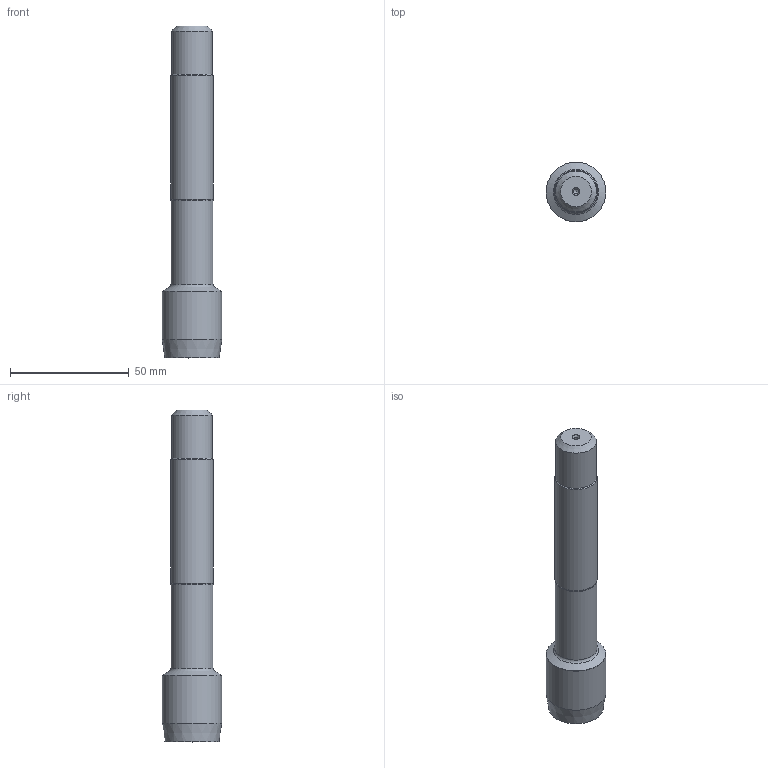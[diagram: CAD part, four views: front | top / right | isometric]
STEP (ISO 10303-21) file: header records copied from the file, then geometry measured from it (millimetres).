
FILE_DESCRIPTION(/* description */ (''),/* implementation_level */ '2;1');
FILE_NAME(/* name */ 'tool.stp',/* time_stamp */ '2022-04-19T11:51:59+02:00',/* author */ (''),/* organization */ ('SMS'),/* preprocessor_version */ 'ST-DEVELOPER v16.7',/* originating_system */ 'SIEMENS PLM Software NX 12.0',/* authorisation */ '');
FILE_SCHEMA (('AUTOMOTIVE_DESIGN { 1 0 10303 214 3 1 1 1 }'));
Length unit declared in the file: millimetre
Products named in the file (1): Tool
Bounding box: 25.15 x 25.15 x 140 mm (x, y, z)
Volume: 41476.3 mm3; surface area: 10223.2 mm2
Topology: 2 solids, 2 shells, 21 faces, 45 edges, 31 vertices
Faces by surface type: cone 8, cylinder 7, plane 4, torus 2
Full cylindrical faces by diameter (mm): 2 x2, 17.28 x1, 17.7 x1, 18 x1, 25.155 x2
Entity records: 520 total; most frequent: CARTESIAN_POINT 93, DIRECTION 88, AXIS2_PLACEMENT_3D 44, FACE_BOUND 38, EDGE_LOOP 38, ORIENTED_EDGE 38, ADVANCED_FACE 21, VERTEX_POINT 21
